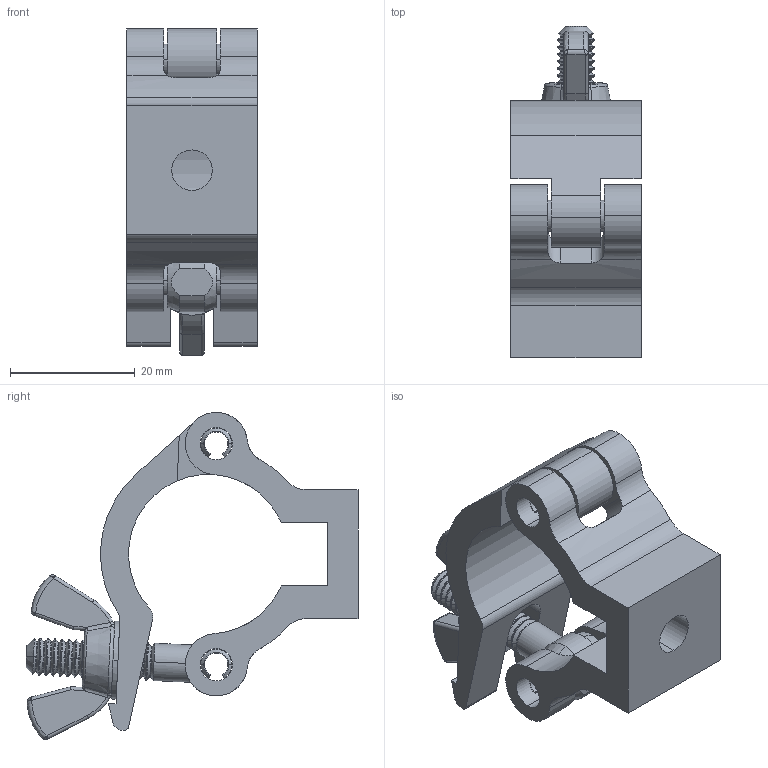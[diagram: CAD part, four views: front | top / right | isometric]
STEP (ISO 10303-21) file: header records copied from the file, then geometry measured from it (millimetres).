
FILE_DESCRIPTION (( 'STEP AP203' ), '1' );
FILE_NAME ('T58870 & T5887001.STEP', '2018-08-13T13:16:03', ( '' ), ( '' ), 'SwSTEP 2.0', 'SolidWorks 2016', '' );
FILE_SCHEMA (( 'CONFIG_CONTROL_DESIGN' ));
Length unit declared in the file: millimetre
Products named in the file (10): TH1748; T78015; TH2009_21MM WIDE; TH655_TH655; T58870 & T5887001; F880_F880 M6 Wing Nut; F772; TH133; B Washer_Bright washer BS 4320 - M6 (Form B); TH2010
Assembly tree (10 placements, depth 3):
  T58870 & T5887001
    TH655_TH655
      TH2010
    TH133
      TH2009_21MM WIDE
    T78015
      TH1748
      B Washer_Bright washer BS 4320 - M6 (Form B)
      F880_F880 M6 Wing Nut
    F772  x2
Bounding box: 20.9 x 53.3 x 52.51 mm (x, y, z)
Volume: 13256.1 mm3; surface area: 10298.1 mm2
Topology: 7 solids, 7 shells, 490 faces, 1102 edges, 634 vertices
Faces by surface type: torus 144, cone 142, cylinder 99, plane 73, bspline 32
Entity records: 15060 total; most frequent: CARTESIAN_POINT 3326, DIRECTION 2490, ORIENTED_EDGE 2112, AXIS2_PLACEMENT_3D 1082, EDGE_CURVE 1056, CIRCLE 624, VERTEX_POINT 610, EDGE_LOOP 508
